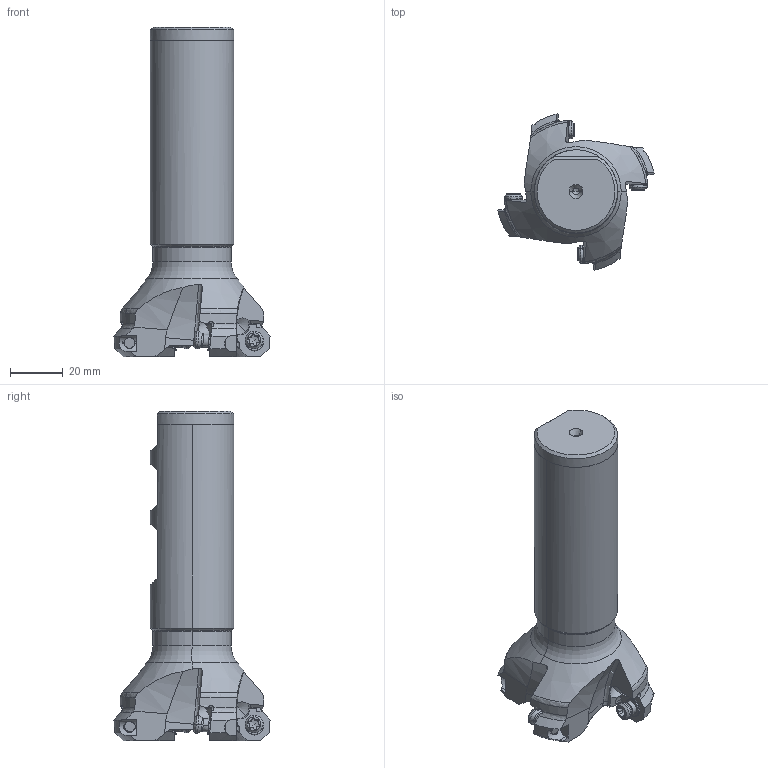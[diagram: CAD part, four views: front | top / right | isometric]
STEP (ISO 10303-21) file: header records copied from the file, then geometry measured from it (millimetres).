
FILE_DESCRIPTION((''),'2;1');
FILE_NAME('BRP7UPR404W20_ASM','2021-08-19T11:37:50',('tlyw01'),('PTC Japan'),'CREO PARAMETRIC BY PTC INC, 2018500','CREO PARAMETRIC BY PTC INC, 2018500','');
FILE_SCHEMA(('AUTOMOTIVE_DESIGN { 1 0 10303 214 1 1 1 1 }'));
Length unit declared in the file: millimetre
Products named in the file (6): BRP7UPR404W20_1; BRP7UPR404W20_2; BRP7UPR404W20_3; BRP7UPR404W20_4; BRP7UPR404W20_5; BRP7UPR404W20_ASM
Assembly tree (5 placements, depth 2):
  BRP7UPR404W20_ASM
    BRP7UPR404W20_1
    BRP7UPR404W20_2
    BRP7UPR404W20_3
    BRP7UPR404W20_4
    BRP7UPR404W20_5
Bounding box: 59.41 x 59.41 x 125.37 mm (x, y, z)
Volume: 110567.9 mm3; surface area: 19460 mm2
Topology: 5 solids, 5 shells, 342 faces, 946 edges, 606 vertices
Faces by surface type: cylinder 129, cone 89, plane 64, torus 52, bspline 8
Entity records: 19790 total; most frequent: CARTESIAN_POINT 5880, ORIENTED_EDGE 1852, DIRECTION 1663, PRESENTATION_STYLE_ASSIGNMENT 1280, STYLED_ITEM 1280, CURVE_STYLE 933, EDGE_CURVE 926, AXIS2_PLACEMENT_3D 705
